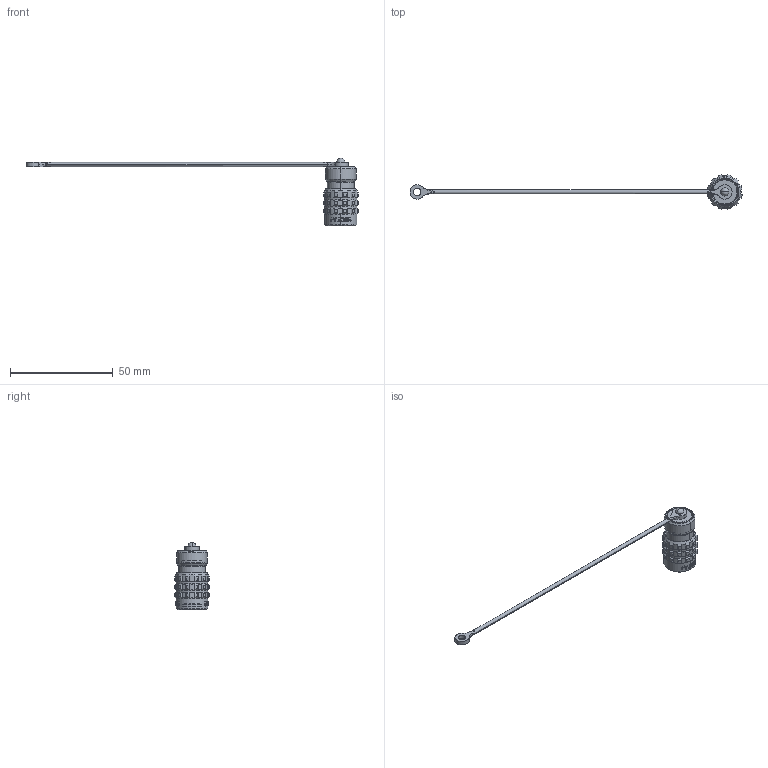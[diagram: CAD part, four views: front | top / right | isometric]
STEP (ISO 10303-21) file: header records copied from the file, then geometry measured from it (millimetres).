
FILE_DESCRIPTION((''),'2;1');
FILE_NAME('13300BE_ASM','2013-05-22T',('fabiensiebert'),('NET'),'PRO/ENGINEER BY PARAMETRIC TECHNOLOGY CORPORATION, 2010280','PRO/ENGINEER BY PARAMETRIC TECHNOLOGY CORPORATION, 2010280','');
FILE_SCHEMA(('AUTOMOTIVE_DESIGN_CC2 { 1 2 10303 214 -1 1 5 2 }'));
Length unit declared in the file: millimetre
Products named in the file (12): 506535_001_XX; 506536_001_XX; 506572_001_XX; 501120_001_XX_AF1; 501663_001_XX; 506547_001_XX; 501128_001_80; 1330M000_ASM; 506575_001_XX; 3308_0190_XXX; 507471_001_04; 13300BE_ASM
Assembly tree (14 placements, depth 3):
  13300BE_ASM
    1330M000_ASM
      506535_001_XX
      506536_001_XX
      506572_001_XX
      501120_001_XX_AF1
      501663_001_XX  x4
      506547_001_XX
      501128_001_80
    506575_001_XX
    3308_0190_XXX
    507471_001_04
Bounding box: 161.87 x 16.75 x 32.8 mm (x, y, z)
Volume: 4033.4 mm3; surface area: 7048.7 mm2
Topology: 13 solids, 13 shells, 585 faces, 1552 edges, 995 vertices
Faces by surface type: plane 291, cylinder 172, torus 51, cone 47, bspline 14, sphere 10
Entity records: 25925 total; most frequent: CARTESIAN_POINT 7086, ORIENTED_EDGE 3052, DIRECTION 2841, EDGE_CURVE 1526, PRESENTATION_STYLE_ASSIGNMENT 1488, STYLED_ITEM 1476, CURVE_STYLE 1470, AXIS2_PLACEMENT_3D 1146
